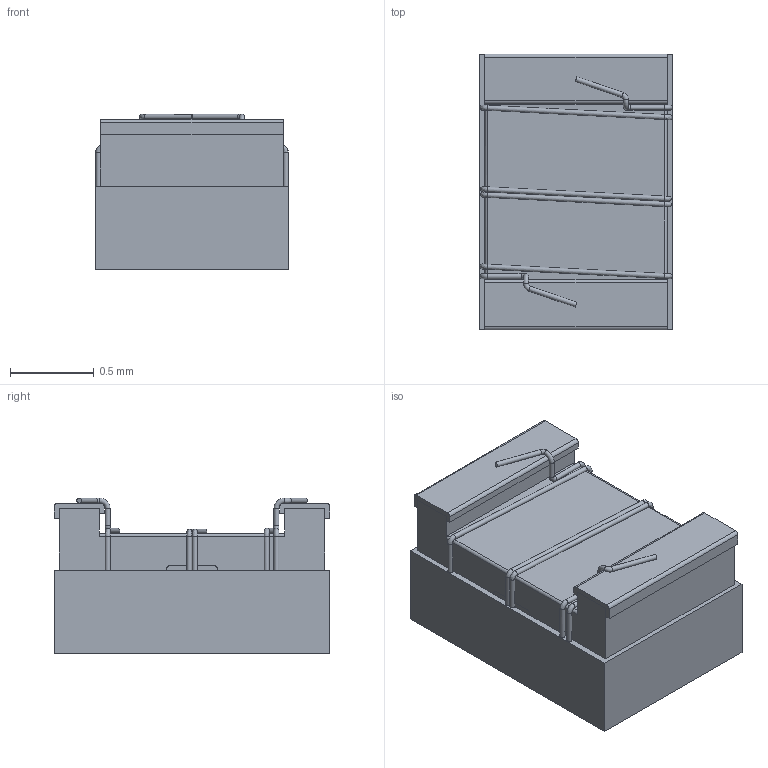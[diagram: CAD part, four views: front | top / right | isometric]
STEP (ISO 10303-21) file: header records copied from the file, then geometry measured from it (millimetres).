
FILE_DESCRIPTION( ( 'Unknown' ), '1' );
FILE_NAME( '744761020A.stp', 'Unknown', ( 'Unknown' ), ( 'Unknown' ), 'XStep 1.0', 'Unknown', ' ' );
FILE_SCHEMA( ( 'automotive_design' ) );
Length unit declared in the file: millimetre
Products named in the file (3): Assem1; Keramik; Leitfläche
Bounding box: 1.16 x 1.65 x 0.93 mm (x, y, z)
Surface area: 21.2 mm2
Topology: 5 solids, 5 shells, 166 faces, 400 edges, 250 vertices
Faces by surface type: plane 76, cylinder 58, bspline 16, torus 16
Full cylindrical faces by diameter (mm): 0.03 x28
Entity records: 3280 total; most frequent: CARTESIAN_POINT 1069, DIRECTION 334, ORIENTED_EDGE 308, EDGE_CURVE 154, AXIS2_PLACEMENT_3D 123, EDGE_LOOP 110, VERTEX_POINT 110, FACE_OUTER_BOUND 103
